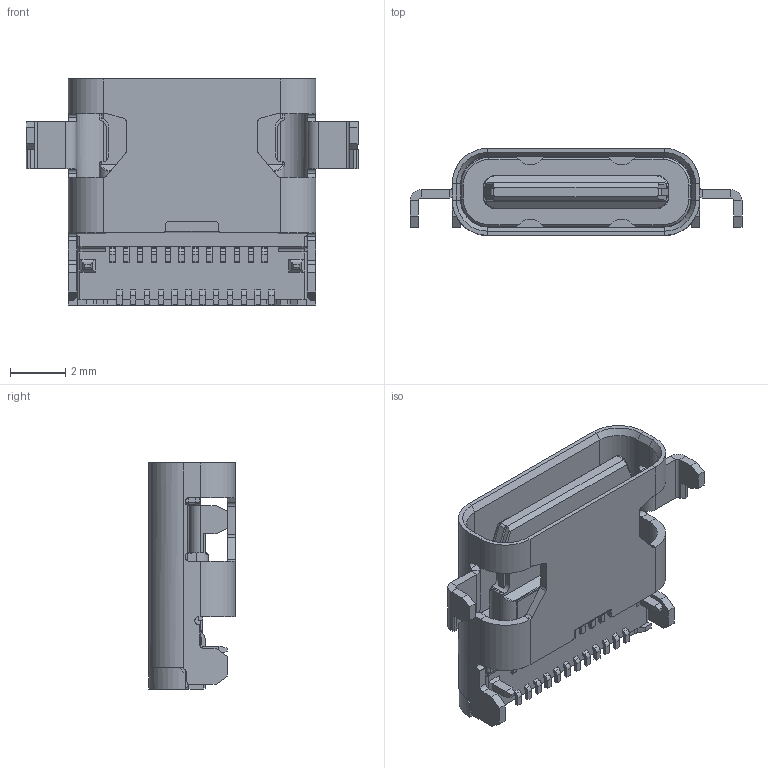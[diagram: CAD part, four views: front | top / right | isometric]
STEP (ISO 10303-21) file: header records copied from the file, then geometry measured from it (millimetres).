
FILE_DESCRIPTION (( 'STEP AP203' ), '1' );
FILE_NAME ('K3D-DX07B024JJ1-V1_JAE_Proprietary.STEP', '2015-06-07T23:20:59', ( '' ), ( '' ), 'SwSTEP 2.0', 'SolidWorks 2014', '' );
FILE_SCHEMA (( 'CONFIG_CONTROL_DESIGN' ));
Length unit declared in the file: millimetre
Products named in the file (1): K3D-DX07B024JJ1-V1_JAE_Proprietary
Bounding box: 12 x 3.14 x 8.17 mm (x, y, z)
Volume: 112.2 mm3; surface area: 451.2 mm2
Topology: 1 solids, 1 shells, 915 faces, 2526 edges, 1610 vertices
Faces by surface type: plane 622, cylinder 235, bspline 22, cone 18, torus 14, sphere 4
Entity records: 30186 total; most frequent: CARTESIAN_POINT 6867, ORIENTED_EDGE 5044, DIRECTION 4598, EDGE_CURVE 2522, VECTOR 1926, LINE 1926, VERTEX_POINT 1610, AXIS2_PLACEMENT_3D 1336
